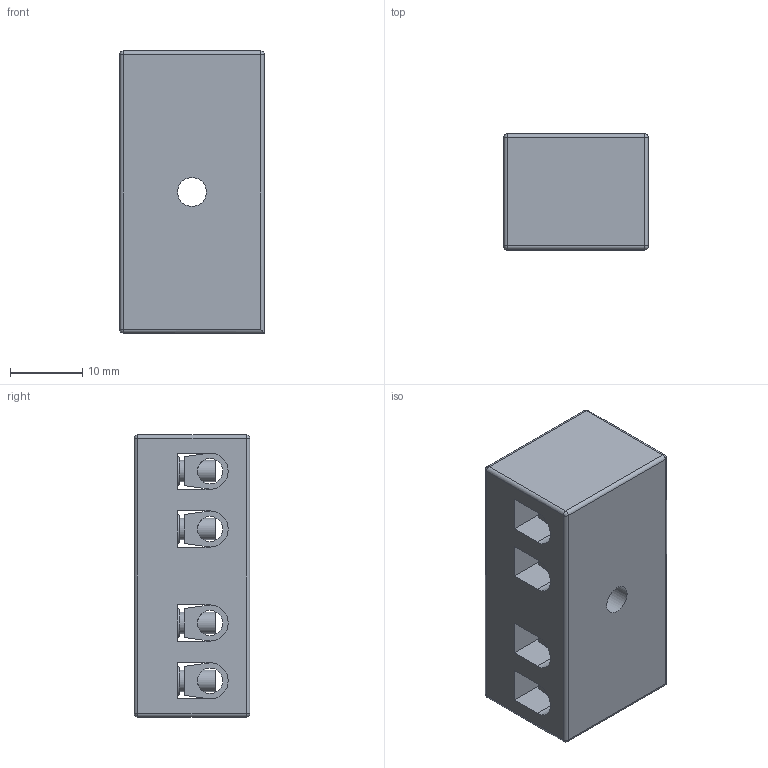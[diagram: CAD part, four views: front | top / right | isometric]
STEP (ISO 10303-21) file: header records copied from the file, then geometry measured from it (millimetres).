
FILE_DESCRIPTION(/* description */ (''),/* implementation_level */ '2;1');
FILE_NAME(/* name */ 'CBx.stp',/* time_stamp */ '2016-07-28T15:23:31-04:00',/* author */ ('CAD Station'),/* organization */ (''),/* preprocessor_version */ 'ST-DEVELOPER v16.1',/* originating_system */ 'Autodesk Inventor 2016',/* authorisation */ '');
FILE_SCHEMA (('AUTOMOTIVE_DESIGN { 1 0 10303 214 3 1 1 }'));
Length unit declared in the file: millimetre
Products named in the file (4): CBx_B; CBx_I; CBx_S; CBx
Assembly tree (13 placements, depth 2):
  CBx
    CBx_B
    CBx_I  x4
    CBx_S  x8
Bounding box: 20 x 16 x 39 mm (x, y, z)
Volume: 9730.1 mm3; surface area: 8026.5 mm2
Topology: 13 solids, 13 shells, 174 faces, 429 edges, 274 vertices
Faces by surface type: plane 103, cylinder 57, torus 8, sphere 6
Full cylindrical faces by diameter (mm): 3 x16, 3.5 x4, 4 x9, 5 x8, 8 x1
Entity records: 2453 total; most frequent: CARTESIAN_POINT 453, DIRECTION 425, ORIENTED_EDGE 338, EDGE_CURVE 169, AXIS2_PLACEMENT_3D 164, EDGE_LOOP 119, VERTEX_POINT 108, LINE 97
